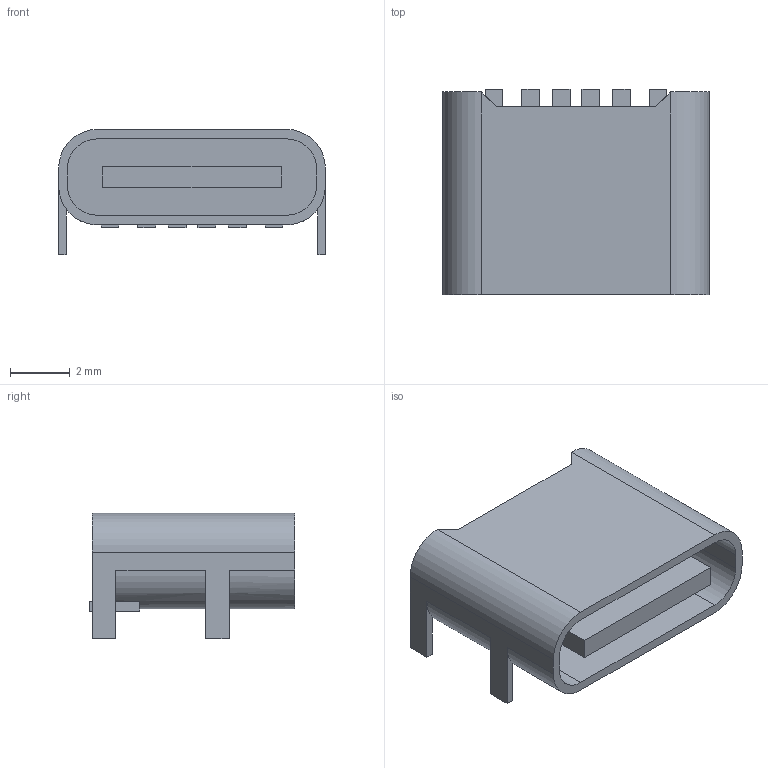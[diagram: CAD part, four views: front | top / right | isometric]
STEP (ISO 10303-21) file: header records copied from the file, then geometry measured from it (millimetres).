
FILE_DESCRIPTION(('STEP AP214'), '1');
FILE_NAME('usb_type-c_6pins_4legs', '', ('UNSPECIFIED'), ('UNSPECIFIED'), 'ASCON STEP Converter 1.3', 'ASCON Math Kernel', '');
FILE_SCHEMA(('AUTOMOTIVE_DESIGN { 1 0 10303 214 3 1 1}'));
Length unit declared in the file: millimetre
Bounding box: 8.94 x 6.9 x 4.2 mm (x, y, z)
Volume: 95.1 mm3; surface area: 392.9 mm2
Topology: 1 solids, 1 shells, 92 faces, 238 edges, 150 vertices
Faces by surface type: plane 84, cylinder 8
Entity records: 3518 total; most frequent: CARTESIAN_POINT 481, ORIENTED_EDGE 476, DIRECTION 448, EDGE_CURVE 238, LINE 214, VECTOR 214, VERTEX_POINT 150, AXIS2_PLACEMENT_3D 117
